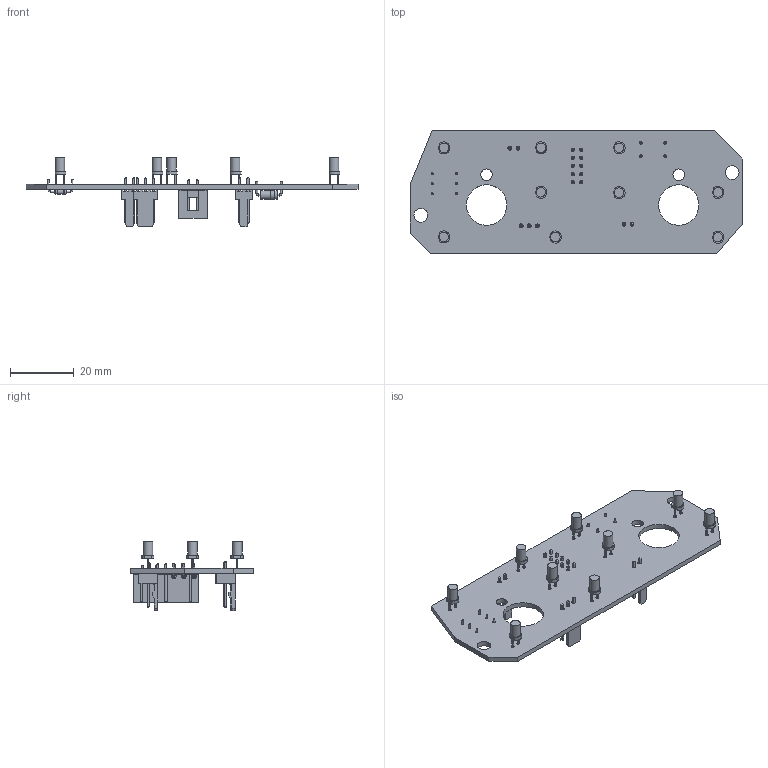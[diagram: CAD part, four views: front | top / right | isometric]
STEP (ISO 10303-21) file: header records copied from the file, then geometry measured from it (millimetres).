
FILE_DESCRIPTION(('KiCad electronic assembly'),'2;1');
FILE_NAME('HYD ISO PANEL.step','2024-06-27T14:34:37',('Pcbnew'),('Kicad' ),'Open CASCADE STEP processor 7.7','KiCad to STEP converter', 'Unknown');
FILE_SCHEMA(('AUTOMOTIVE_DESIGN { 1 0 10303 214 1 1 1 1 }'));
Length unit declared in the file: millimetre
Products named in the file (14): HYD ISO PANEL 1; LED_D3.0mm_FlatTop; R_Axial_DIN0204_L3.6mm_D1.6mm_P7.62mm_Horizontal; R_Axial_DIN0204_L36mm_D16mm_P762mm_Horizontal; D_A-405_P7.62mm_Horizontal; IDC-Header_2x05_P2.54mm_Vertical; IDC_Header_2x05_P254mm_Vertical; Molex_KK-254_AE-6410-03A_1x03_P2.54mm_Vertical; Molex_AE_6410_03A; Molex_KK-254_AE-6410-02A_1x02_P2.54mm_Vertical; Molex_AE_6410_02A; HYD_ISO_PCB
Assembly tree (25 placements, depth 3):
  HYD ISO PANEL 1
    LED_D3.0mm_FlatTop  x9
      LED_D3.0mm_FlatTop
    R_Axial_DIN0204_L3.6mm_D1.6mm_P7.62mm_Horizontal  x3
      R_Axial_DIN0204_L36mm_D16mm_P762mm_Horizontal
    D_A-405_P7.62mm_Horizontal  x2
      D_A-405_P7.62mm_Horizontal
    IDC-Header_2x05_P2.54mm_Vertical
      IDC_Header_2x05_P254mm_Vertical
    Molex_KK-254_AE-6410-03A_1x03_P2.54mm_Vertical
      Molex_AE_6410_03A
    Molex_KK-254_AE-6410-02A_1x02_P2.54mm_Vertical  x2
      Molex_AE_6410_02A
    HYD_ISO_PCB
Bounding box: 104.26 x 38.9 x 21.7 mm (x, y, z)
Volume: 7367.8 mm3; surface area: 11301.3 mm2
Topology: 19 solids, 19 shells, 729 faces, 1686 edges, 1069 vertices
Faces by surface type: plane 597, cylinder 116, torus 16
Full cylindrical faces by diameter (mm): 0.5 x12, 0.6 x8, 0.7 x6, 0.9 x22, 1 x16, 1.19 x7, 1.44 x3, 1.6 x6, 2.7 x4, 2.72 x2, 3 x9, 3.572 x2, 4.305 x2, 12.7 x2
Entity records: 17393 total; most frequent: CARTESIAN_POINT 2418, DIRECTION 2365, ORIENTED_EDGE 2336, EDGE_CURVE 1168, LINE 997, VECTOR 997, VERTEX_POINT 737, AXIS2_PLACEMENT_3D 684
